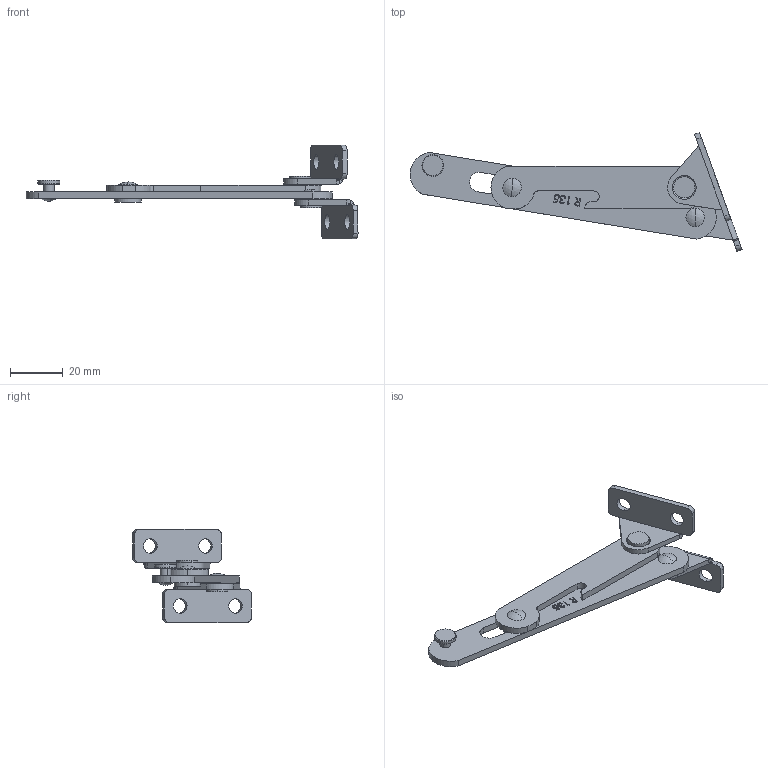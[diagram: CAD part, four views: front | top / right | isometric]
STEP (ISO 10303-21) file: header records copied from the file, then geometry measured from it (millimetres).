
FILE_DESCRIPTION (( 'STEP AP203' ), '1' );
FILE_NAME ('PM09.135.R.STEP', '2022-06-20T10:36:07', ( '' ), ( '' ), 'SwSTEP 2.0', 'SolidWorks 2021', '' );
FILE_SCHEMA (( 'CONFIG_CONTROL_DESIGN' ));
Length unit declared in the file: millimetre
Products named in the file (1): PM09.135.R
Bounding box: 125.71 x 44.92 x 35.3 mm (x, y, z)
Surface area: 10555.6 mm2 (no closed solid volume)
Topology: 0 solids, 12 shells, 171 faces, 479 edges, 324 vertices
Faces by surface type: plane 73, cylinder 54, bspline 24, sphere 8, torus 8, cone 4
Entity records: 7117 total; most frequent: CARTESIAN_POINT 2823, ORIENTED_EDGE 888, DIRECTION 793, EDGE_CURVE 479, VERTEX_POINT 324, AXIS2_PLACEMENT_3D 296, VECTOR 201, LINE 201
